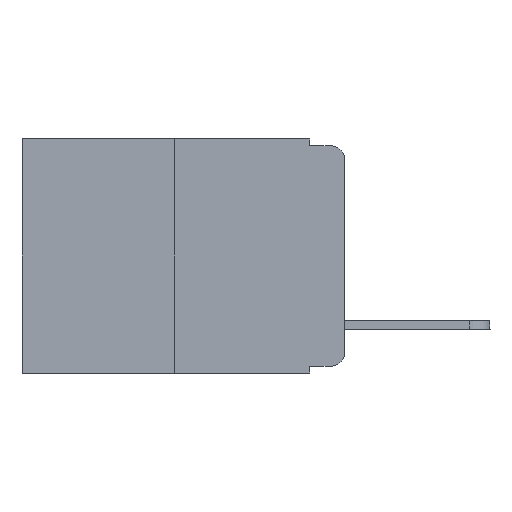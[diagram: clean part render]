
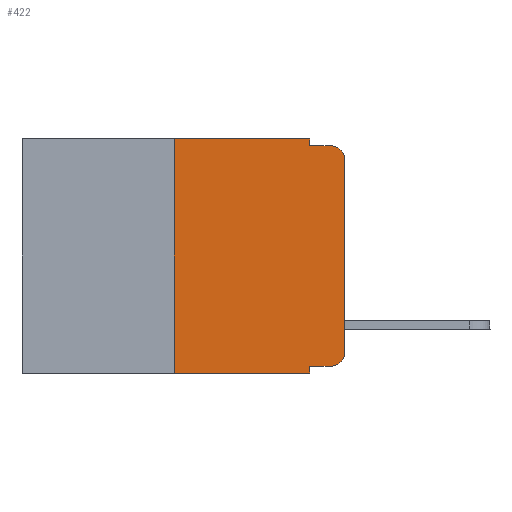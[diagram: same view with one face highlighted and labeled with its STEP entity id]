
A CAD part, left-side view. The second image highlights one B-rep face of the part: STEP entity #422.
In plain terms, the highlighted planar face has unit normal (-1, 0, 0).
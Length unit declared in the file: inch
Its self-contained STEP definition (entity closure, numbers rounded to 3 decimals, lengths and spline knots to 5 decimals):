
#13 = VERTEX_POINT ( 'NONE', #12397 ) ;
#230 = ORIENTED_EDGE ( 'NONE', *, *, #5042, .T. ) ;
#374 = DIRECTION ( 'NONE',  ( 0., 0., -1. ) ) ;
#422 = ADVANCED_FACE ( 'NONE', ( #20763 ), #5523, .F. ) ;
#446 = ORIENTED_EDGE ( 'NONE', *, *, #2265, .F. ) ;
#490 = CARTESIAN_POINT ( 'NONE',  ( 0., 0.473, -0.343 ) ) ;
#792 = DIRECTION ( 'NONE',  ( -1., 0., 0. ) ) ;
#969 = DIRECTION ( 'NONE',  ( 0., -1., 0. ) ) ;
#1027 = CARTESIAN_POINT ( 'NONE',  ( 0., 0.051, -0.01 ) ) ;
#1319 = ORIENTED_EDGE ( 'NONE', *, *, #5522, .F. ) ;
#1364 = DIRECTION ( 'NONE',  ( 0., 0., -1. ) ) ;
#1409 = VERTEX_POINT ( 'NONE', #17790 ) ;
#1920 = CARTESIAN_POINT ( 'NONE',  ( 0., 0.473, 0. ) ) ;
#2265 = EDGE_CURVE ( 'NONE', #17922, #8271, #9368, .T. ) ;
#2350 = LINE ( 'NONE', #2463, #14615 ) ;
#2463 = CARTESIAN_POINT ( 'NONE',  ( 0., 0.051, -0.01 ) ) ;
#2801 = VECTOR ( 'NONE', #17653, 39.37008 ) ;
#2930 = CARTESIAN_POINT ( 'NONE',  ( 0., 0., -0.313 ) ) ;
#2978 = ORIENTED_EDGE ( 'NONE', *, *, #11211, .F. ) ;
#3072 = VERTEX_POINT ( 'NONE', #1027 ) ;
#3127 = DIRECTION ( 'NONE',  ( 0., 0., -1. ) ) ;
#4169 = VECTOR ( 'NONE', #969, 39.37008 ) ;
#4215 = EDGE_CURVE ( 'NONE', #17922, #1409, #17754, .T. ) ;
#4428 = CARTESIAN_POINT ( 'NONE',  ( 0., 0.25, 0. ) ) ;
#4550 = EDGE_CURVE ( 'NONE', #11912, #1409, #16735, .T. ) ;
#4800 = VERTEX_POINT ( 'NONE', #14576 ) ;
#5042 = EDGE_CURVE ( 'NONE', #5714, #13, #5484, .T. ) ;
#5062 = EDGE_CURVE ( 'NONE', #13, #4800, #16337, .T. ) ;
#5484 = LINE ( 'NONE', #19037, #19520 ) ;
#5522 = EDGE_CURVE ( 'NONE', #8271, #20874, #16081, .T. ) ;
#5523 = PLANE ( 'NONE',  #17676 ) ;
#5714 = VERTEX_POINT ( 'NONE', #2930 ) ;
#6105 = EDGE_CURVE ( 'NONE', #6273, #5714, #15497, .T. ) ;
#6273 = VERTEX_POINT ( 'NONE', #11768 ) ;
#6675 = AXIS2_PLACEMENT_3D ( 'NONE', #20939, #10420, #10521 ) ;
#7420 = ORIENTED_EDGE ( 'NONE', *, *, #4215, .T. ) ;
#8271 = VERTEX_POINT ( 'NONE', #10943 ) ;
#8842 = ORIENTED_EDGE ( 'NONE', *, *, #17486, .F. ) ;
#9199 = DIRECTION ( 'NONE',  ( 0., -1., 0. ) ) ;
#9209 = DIRECTION ( 'NONE',  ( 1., 0., 0. ) ) ;
#9368 = LINE ( 'NONE', #4428, #13525 ) ;
#10110 = CARTESIAN_POINT ( 'NONE',  ( 0., 0.051, 0. ) ) ;
#10203 = CARTESIAN_POINT ( 'NONE',  ( 0., 0.051, 0. ) ) ;
#10420 = DIRECTION ( 'NONE',  ( -1., 0., 0. ) ) ;
#10521 = DIRECTION ( 'NONE',  ( 0., 0., -1. ) ) ;
#10943 = CARTESIAN_POINT ( 'NONE',  ( 0., 0.25, 0. ) ) ;
#11169 = AXIS2_PLACEMENT_3D ( 'NONE', #21290, #792, #19618 ) ;
#11211 = EDGE_CURVE ( 'NONE', #20874, #3072, #16603, .T. ) ;
#11768 = CARTESIAN_POINT ( 'NONE',  ( 0., 0.02, -0.333 ) ) ;
#11912 = VERTEX_POINT ( 'NONE', #18635 ) ;
#12397 = CARTESIAN_POINT ( 'NONE',  ( 0., 0., -0.03 ) ) ;
#13046 = CARTESIAN_POINT ( 'NONE',  ( 0., 0.25, -0.343 ) ) ;
#13071 = CARTESIAN_POINT ( 'NONE',  ( 0., 0.051, -0.333 ) ) ;
#13525 = VECTOR ( 'NONE', #14744, 39.37008 ) ;
#13810 = ORIENTED_EDGE ( 'NONE', *, *, #5062, .T. ) ;
#14384 = CARTESIAN_POINT ( 'NONE',  ( 0., 0.473, 0. ) ) ;
#14553 = EDGE_LOOP ( 'NONE', ( #230, #13810, #8842, #2978, #1319, #446, #7420, #21268, #20499, #14803 ) ) ;
#14576 = CARTESIAN_POINT ( 'NONE',  ( 0., 0.02, -0.01 ) ) ;
#14615 = VECTOR ( 'NONE', #9199, 39.37008 ) ;
#14744 = DIRECTION ( 'NONE',  ( 0., 0., 1. ) ) ;
#14803 = ORIENTED_EDGE ( 'NONE', *, *, #6105, .T. ) ;
#14807 = VECTOR ( 'NONE', #3127, 39.37008 ) ;
#15497 = CIRCLE ( 'NONE', #11169, 0.02 ) ;
#15811 = DIRECTION ( 'NONE',  ( 0., 0., 1. ) ) ;
#16081 = LINE ( 'NONE', #14384, #2801 ) ;
#16337 = CIRCLE ( 'NONE', #6675, 0.02 ) ;
#16603 = LINE ( 'NONE', #10203, #14807 ) ;
#16735 = LINE ( 'NONE', #10110, #18701 ) ;
#16847 = VECTOR ( 'NONE', #19088, 39.37008 ) ;
#17486 = EDGE_CURVE ( 'NONE', #3072, #4800, #2350, .T. ) ;
#17653 = DIRECTION ( 'NONE',  ( 0., -1., 0. ) ) ;
#17676 = AXIS2_PLACEMENT_3D ( 'NONE', #1920, #9209, #374 ) ;
#17754 = LINE ( 'NONE', #490, #16847 ) ;
#17790 = CARTESIAN_POINT ( 'NONE',  ( 0., 0.051, -0.343 ) ) ;
#17922 = VERTEX_POINT ( 'NONE', #13046 ) ;
#18635 = CARTESIAN_POINT ( 'NONE',  ( 0., 0.051, -0.333 ) ) ;
#18701 = VECTOR ( 'NONE', #1364, 39.37008 ) ;
#19037 = CARTESIAN_POINT ( 'NONE',  ( 0., 0., 0. ) ) ;
#19088 = DIRECTION ( 'NONE',  ( 0., -1., 0. ) ) ;
#19520 = VECTOR ( 'NONE', #15811, 39.37008 ) ;
#19618 = DIRECTION ( 'NONE',  ( 0., 0., -1. ) ) ;
#19796 = LINE ( 'NONE', #13071, #4169 ) ;
#20499 = ORIENTED_EDGE ( 'NONE', *, *, #21526, .T. ) ;
#20629 = CARTESIAN_POINT ( 'NONE',  ( 0., 0.051, 0. ) ) ;
#20763 = FACE_OUTER_BOUND ( 'NONE', #14553, .T. ) ;
#20874 = VERTEX_POINT ( 'NONE', #20629 ) ;
#20939 = CARTESIAN_POINT ( 'NONE',  ( 0., 0.02, -0.03 ) ) ;
#21268 = ORIENTED_EDGE ( 'NONE', *, *, #4550, .F. ) ;
#21290 = CARTESIAN_POINT ( 'NONE',  ( 0., 0.02, -0.313 ) ) ;
#21526 = EDGE_CURVE ( 'NONE', #11912, #6273, #19796, .T. ) ;
